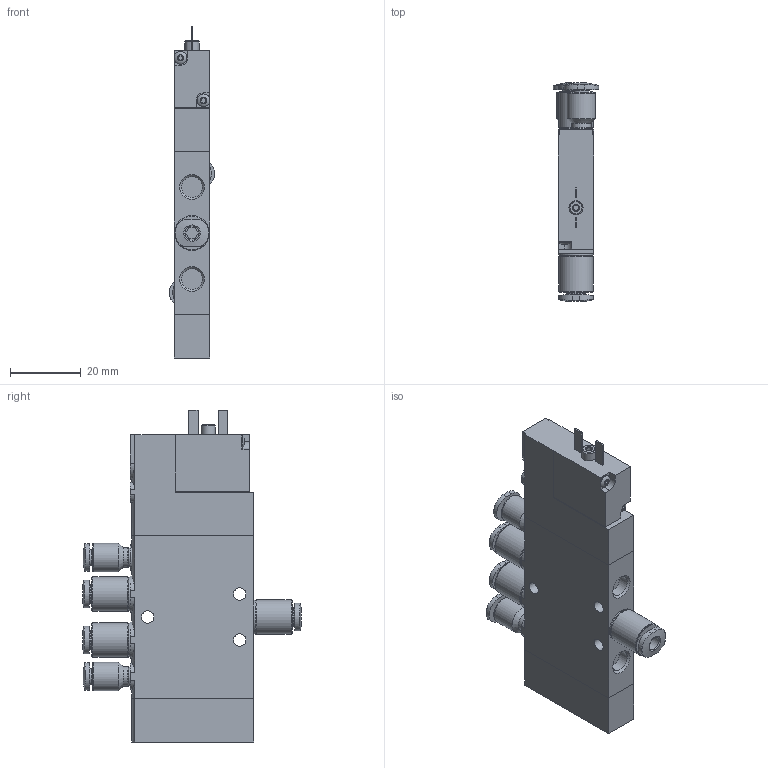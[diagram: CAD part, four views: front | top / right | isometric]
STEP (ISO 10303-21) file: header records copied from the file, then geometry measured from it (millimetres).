
FILE_DESCRIPTION(/* description */ ('STEP AP214'),/* implementation_level */ '2;1');
FILE_NAME(/* name */ '196885_CPE10-M1BH-5LS-QS-4',/* time_stamp */ '2024-08-06T16:09:48+02:00',/* author */ ('License CC BY-ND 4.0'),/* organization */ ('CADENAS'),/* preprocessor_version */ 'ST-DEVELOPER v19.3',/* originating_system */ 'PARTsolutions',/* authorisation */ ' ');
FILE_SCHEMA (('AUTOMOTIVE_DESIGN {1 0 10303 214 3 1 1}'));
Length unit declared in the file: millimetre
Products named in the file (6): 196885 CPE10-M1BH-5LS-QS-4; CPE10-...-5; 153319 QSM-M7-4-I; CPE10-KMYZ9_M1BH; CPE10-KAPPE_M1H; 153312 QSM-M3-3-I
Assembly tree (8 placements, depth 2):
  196885 CPE10-M1BH-5LS-QS-4
    CPE10-...-5
    153319 QSM-M7-4-I  x3
    CPE10-KMYZ9_M1BH
    CPE10-KAPPE_M1H
    153312 QSM-M3-3-I  x2
Bounding box: 12.8 x 61.8 x 93.8 mm (x, y, z)
Volume: 32632.7 mm3; surface area: 14995.9 mm2
Topology: 8 solids, 8 shells, 307 faces, 704 edges, 450 vertices
Faces by surface type: plane 134, cylinder 101, cone 50, torus 22
Full cylindrical faces by diameter (mm): 1.567 x1, 2 x1, 2.459 x3, 3 x4, 3.5 x3, 3.6 x2, 4 x4, 4.4 x2, 4.55 x1, 5.4 x3, 5.5 x4, 5.917 x5, 7 x3, 7.8 x2, 8 x2, 9.6 x9, 9.8 x3
Entity records: 6285 total; most frequent: CARTESIAN_POINT 1177, DIRECTION 935, ORIENTED_EDGE 834, EDGE_CURVE 417, AXIS2_PLACEMENT_3D 365, VERTEX_POINT 301, EDGE_LOOP 300, FACE_BOUND 300
